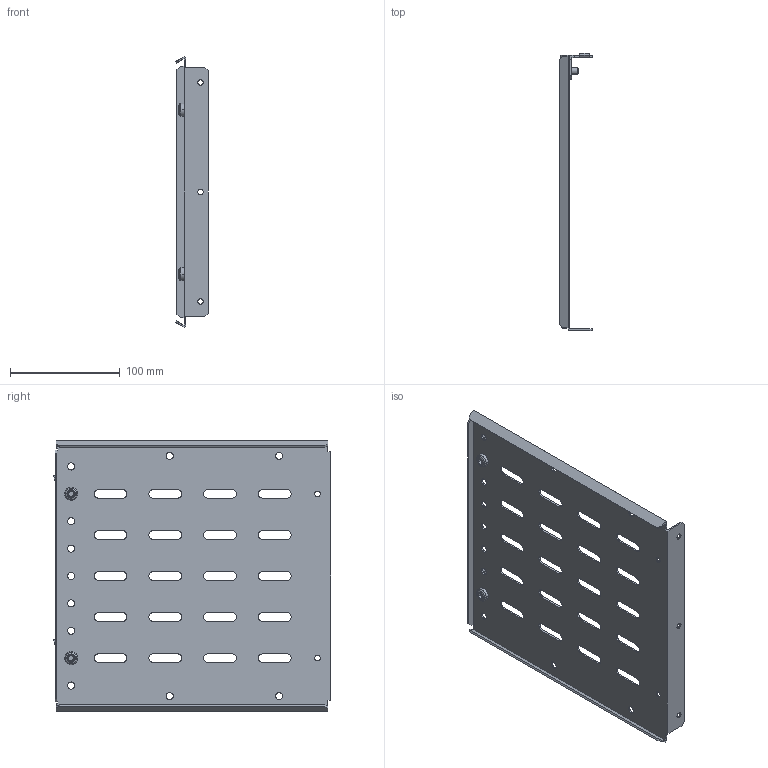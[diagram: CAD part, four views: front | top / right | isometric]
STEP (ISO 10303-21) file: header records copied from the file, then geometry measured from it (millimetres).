
FILE_DESCRIPTION (( 'STEP AP203' ), '1' );
FILE_NAME ('FO-00-SWFB-025 FORMAT Ïåðåãîðîäêà ñåêö. çàäíÿÿ âåðò. øèí. îòñåêà 250 IEK.STEP', '2024-07-04T14:03:27', ( '' ), ( '' ), 'SwSTEP 2.0', 'SolidWorks 2022', '' );
FILE_SCHEMA (( 'CONFIG_CONTROL_DESIGN' ));
Length unit declared in the file: millimetre
Products named in the file (1): FO-00-SWFB-025 FORMAT Перегородка секц. задняя верт. шин. отсека 250 IEK
Bounding box: 30.53 x 253.25 x 247.3 mm (x, y, z)
Volume: 105908.5 mm3; surface area: 144213 mm2
Topology: 5 solids, 5 shells, 300 faces, 842 edges, 556 vertices
Faces by surface type: cylinder 142, plane 142, cone 8, torus 8
Entity records: 9983 total; most frequent: DIRECTION 1752, CARTESIAN_POINT 1699, ORIENTED_EDGE 1684, EDGE_CURVE 842, AXIS2_PLACEMENT_3D 609, VERTEX_POINT 556, VECTOR 534, LINE 534
